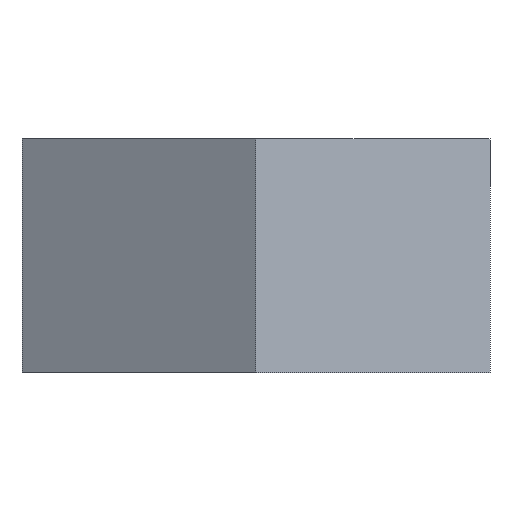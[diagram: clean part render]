
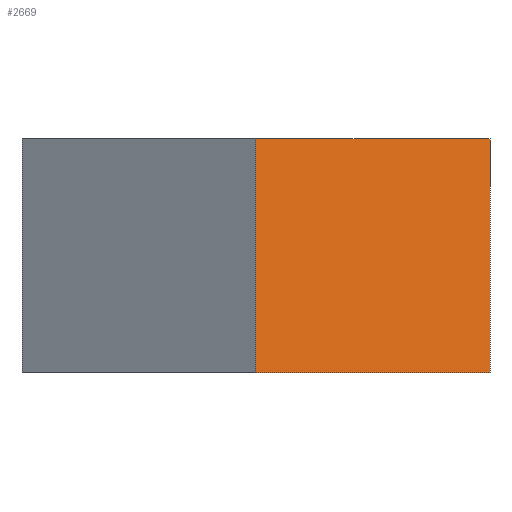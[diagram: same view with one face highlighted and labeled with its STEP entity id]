
A CAD part, left-side view. The second image highlights one B-rep face of the part: STEP entity #2669.
In plain terms, the highlighted planar face has unit normal (-0.866, -0.5, 0).
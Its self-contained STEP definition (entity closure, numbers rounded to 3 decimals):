
#33 = PLANE('',#34);
#34 = AXIS2_PLACEMENT_3D('',#35,#36,#37);
#35 = CARTESIAN_POINT('',(31.547,13.,-10.));
#36 = DIRECTION('',(0.,0.,1.));
#37 = DIRECTION('',(1.,0.,0.));
#1066 = VERTEX_POINT('',#1067);
#1067 = CARTESIAN_POINT('',(20.,13.,-10.));
#1081 = PLANE('',#1082);
#1082 = AXIS2_PLACEMENT_3D('',#1083,#1084,#1085);
#1083 = CARTESIAN_POINT('',(25.774,23.,-10.));
#1084 = DIRECTION('',(0.866,-0.5,0.));
#1085 = DIRECTION('',(-0.5,-0.866,0.));
#1093 = EDGE_CURVE('',#1066,#1094,#1096,.T.);
#1094 = VERTEX_POINT('',#1095);
#1095 = CARTESIAN_POINT('',(25.774,3.,-10.));
#1096 = SURFACE_CURVE('',#1097,(#1101,#1108),.PCURVE_S1.);
#1097 = LINE('',#1098,#1099);
#1098 = CARTESIAN_POINT('',(20.,13.,-10.));
#1099 = VECTOR('',#1100,1.);
#1100 = DIRECTION('',(0.5,-0.866,0.));
#1101 = PCURVE('',#33,#1102);
#1102 = DEFINITIONAL_REPRESENTATION('',(#1103),#1107);
#1103 = LINE('',#1104,#1105);
#1104 = CARTESIAN_POINT('',(-11.547,0.));
#1105 = VECTOR('',#1106,1.);
#1106 = DIRECTION('',(0.5,-0.866));
#1107 = ( GEOMETRIC_REPRESENTATION_CONTEXT(2) 
PARAMETRIC_REPRESENTATION_CONTEXT() REPRESENTATION_CONTEXT('2D SPACE',''
  ) );
#1108 = PCURVE('',#1109,#1114);
#1109 = PLANE('',#1110);
#1110 = AXIS2_PLACEMENT_3D('',#1111,#1112,#1113);
#1111 = CARTESIAN_POINT('',(20.,13.,-10.));
#1112 = DIRECTION('',(0.866,0.5,0.));
#1113 = DIRECTION('',(0.5,-0.866,0.));
#1114 = DEFINITIONAL_REPRESENTATION('',(#1115),#1119);
#1115 = LINE('',#1116,#1117);
#1116 = CARTESIAN_POINT('',(0.,0.));
#1117 = VECTOR('',#1118,1.);
#1118 = DIRECTION('',(1.,0.));
#1119 = ( GEOMETRIC_REPRESENTATION_CONTEXT(2) 
PARAMETRIC_REPRESENTATION_CONTEXT() REPRESENTATION_CONTEXT('2D SPACE',''
  ) );
#1135 = PLANE('',#1136);
#1136 = AXIS2_PLACEMENT_3D('',#1137,#1138,#1139);
#1137 = CARTESIAN_POINT('',(25.774,3.,-10.));
#1138 = DIRECTION('',(0.,1.,0.));
#1139 = DIRECTION('',(1.,0.,0.));
#1248 = PLANE('',#1249);
#1249 = AXIS2_PLACEMENT_3D('',#1250,#1251,#1252);
#1250 = CARTESIAN_POINT('',(31.547,13.,0.));
#1251 = DIRECTION('',(0.,0.,1.));
#1252 = DIRECTION('',(1.,0.,0.));
#2484 = EDGE_CURVE('',#1094,#2485,#2487,.T.);
#2485 = VERTEX_POINT('',#2486);
#2486 = CARTESIAN_POINT('',(25.774,3.,0.));
#2487 = SURFACE_CURVE('',#2488,(#2492,#2499),.PCURVE_S1.);
#2488 = LINE('',#2489,#2490);
#2489 = CARTESIAN_POINT('',(25.774,3.,-10.));
#2490 = VECTOR('',#2491,1.);
#2491 = DIRECTION('',(0.,0.,1.));
#2492 = PCURVE('',#1135,#2493);
#2493 = DEFINITIONAL_REPRESENTATION('',(#2494),#2498);
#2494 = LINE('',#2495,#2496);
#2495 = CARTESIAN_POINT('',(0.,0.));
#2496 = VECTOR('',#2497,1.);
#2497 = DIRECTION('',(0.,-1.));
#2498 = ( GEOMETRIC_REPRESENTATION_CONTEXT(2) 
PARAMETRIC_REPRESENTATION_CONTEXT() REPRESENTATION_CONTEXT('2D SPACE',''
  ) );
#2499 = PCURVE('',#1109,#2500);
#2500 = DEFINITIONAL_REPRESENTATION('',(#2501),#2505);
#2501 = LINE('',#2502,#2503);
#2502 = CARTESIAN_POINT('',(11.547,0.));
#2503 = VECTOR('',#2504,1.);
#2504 = DIRECTION('',(0.,-1.));
#2505 = ( GEOMETRIC_REPRESENTATION_CONTEXT(2) 
PARAMETRIC_REPRESENTATION_CONTEXT() REPRESENTATION_CONTEXT('2D SPACE',''
  ) );
#2669 = ADVANCED_FACE('',(#2670),#1109,.F.);
#2670 = FACE_BOUND('',#2671,.F.);
#2671 = EDGE_LOOP('',(#2672,#2695,#2716,#2717));
#2672 = ORIENTED_EDGE('',*,*,#2673,.T.);
#2673 = EDGE_CURVE('',#1066,#2674,#2676,.T.);
#2674 = VERTEX_POINT('',#2675);
#2675 = CARTESIAN_POINT('',(20.,13.,0.));
#2676 = SURFACE_CURVE('',#2677,(#2681,#2688),.PCURVE_S1.);
#2677 = LINE('',#2678,#2679);
#2678 = CARTESIAN_POINT('',(20.,13.,-10.));
#2679 = VECTOR('',#2680,1.);
#2680 = DIRECTION('',(0.,0.,1.));
#2681 = PCURVE('',#1109,#2682);
#2682 = DEFINITIONAL_REPRESENTATION('',(#2683),#2687);
#2683 = LINE('',#2684,#2685);
#2684 = CARTESIAN_POINT('',(0.,0.));
#2685 = VECTOR('',#2686,1.);
#2686 = DIRECTION('',(0.,-1.));
#2687 = ( GEOMETRIC_REPRESENTATION_CONTEXT(2) 
PARAMETRIC_REPRESENTATION_CONTEXT() REPRESENTATION_CONTEXT('2D SPACE',''
  ) );
#2688 = PCURVE('',#1081,#2689);
#2689 = DEFINITIONAL_REPRESENTATION('',(#2690),#2694);
#2690 = LINE('',#2691,#2692);
#2691 = CARTESIAN_POINT('',(11.547,0.));
#2692 = VECTOR('',#2693,1.);
#2693 = DIRECTION('',(0.,-1.));
#2694 = ( GEOMETRIC_REPRESENTATION_CONTEXT(2) 
PARAMETRIC_REPRESENTATION_CONTEXT() REPRESENTATION_CONTEXT('2D SPACE',''
  ) );
#2695 = ORIENTED_EDGE('',*,*,#2696,.T.);
#2696 = EDGE_CURVE('',#2674,#2485,#2697,.T.);
#2697 = SURFACE_CURVE('',#2698,(#2702,#2709),.PCURVE_S1.);
#2698 = LINE('',#2699,#2700);
#2699 = CARTESIAN_POINT('',(20.,13.,0.));
#2700 = VECTOR('',#2701,1.);
#2701 = DIRECTION('',(0.5,-0.866,0.));
#2702 = PCURVE('',#1109,#2703);
#2703 = DEFINITIONAL_REPRESENTATION('',(#2704),#2708);
#2704 = LINE('',#2705,#2706);
#2705 = CARTESIAN_POINT('',(0.,-10.));
#2706 = VECTOR('',#2707,1.);
#2707 = DIRECTION('',(1.,0.));
#2708 = ( GEOMETRIC_REPRESENTATION_CONTEXT(2) 
PARAMETRIC_REPRESENTATION_CONTEXT() REPRESENTATION_CONTEXT('2D SPACE',''
  ) );
#2709 = PCURVE('',#1248,#2710);
#2710 = DEFINITIONAL_REPRESENTATION('',(#2711),#2715);
#2711 = LINE('',#2712,#2713);
#2712 = CARTESIAN_POINT('',(-11.547,0.));
#2713 = VECTOR('',#2714,1.);
#2714 = DIRECTION('',(0.5,-0.866));
#2715 = ( GEOMETRIC_REPRESENTATION_CONTEXT(2) 
PARAMETRIC_REPRESENTATION_CONTEXT() REPRESENTATION_CONTEXT('2D SPACE',''
  ) );
#2716 = ORIENTED_EDGE('',*,*,#2484,.F.);
#2717 = ORIENTED_EDGE('',*,*,#1093,.F.);
